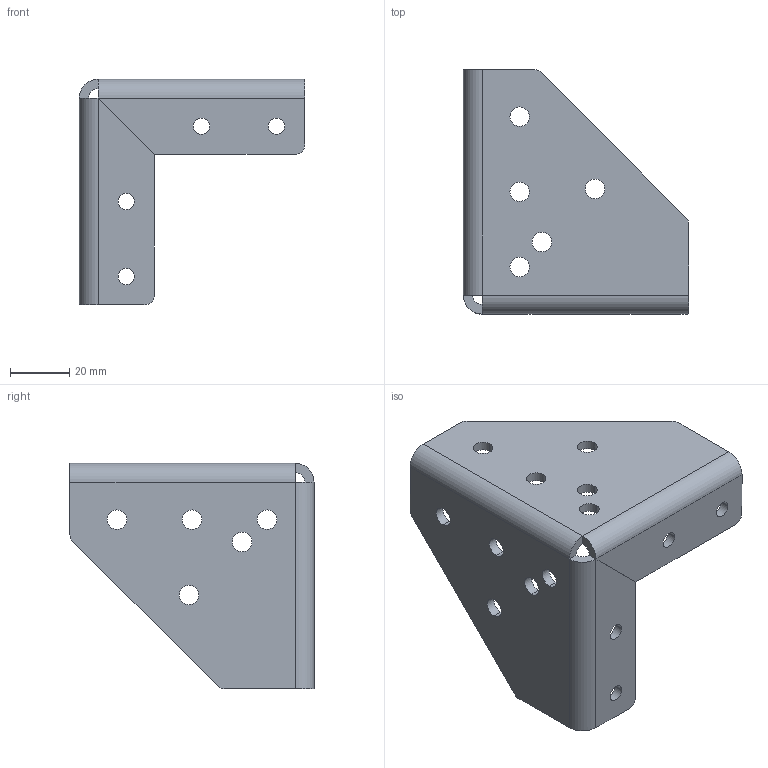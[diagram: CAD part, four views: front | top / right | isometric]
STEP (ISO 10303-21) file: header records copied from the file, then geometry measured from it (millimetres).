
FILE_DESCRIPTION (( 'STEP AP214' ), '1' );
FILE_NAME ('am-0935 C-Channel Vertical Corner Link Bracket.STEP', '2021-10-05T18:18:17', ( '' ), ( '' ), 'SwSTEP 2.0', 'SolidWorks 2021', '' );
FILE_SCHEMA (( 'AUTOMOTIVE_DESIGN' ));
Length unit declared in the file: inch
Products named in the file (1): am-0935 C-Channel Vertical Corner Link Bracket
Bounding box: 76.2 x 82.55 x 76.2 mm (x, y, z)
Volume: 36613.3 mm3; surface area: 25428.6 mm2
Topology: 1 solids, 1 shells, 68 faces, 174 edges, 108 vertices
Faces by surface type: cylinder 40, plane 26, bspline 2
Entity records: 2174 total; most frequent: CARTESIAN_POINT 385, DIRECTION 380, ORIENTED_EDGE 348, EDGE_CURVE 174, AXIS2_PLACEMENT_3D 147, VERTEX_POINT 108, EDGE_LOOP 96, LINE 86
